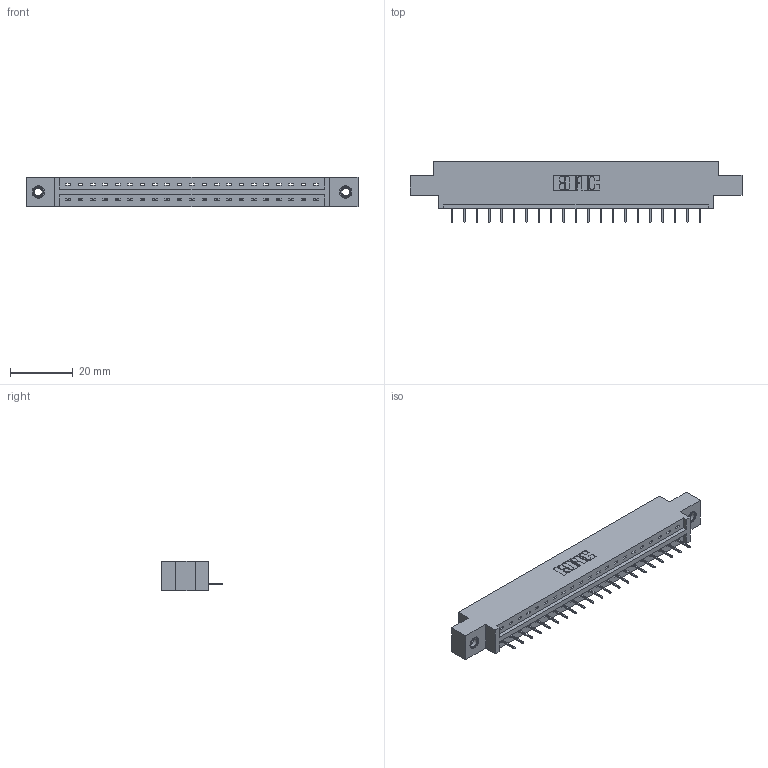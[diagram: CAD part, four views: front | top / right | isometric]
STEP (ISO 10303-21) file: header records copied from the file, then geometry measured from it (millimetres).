
FILE_DESCRIPTION (( 'STEP AP203' ), '1' );
FILE_NAME ('387-021-524-607.STEP', '2019-10-02T23:50:38', ( '' ), ( '' ), 'SwSTEP 2.0', 'SolidWorks 2016', '' );
FILE_SCHEMA (( 'CONFIG_CONTROL_DESIGN' ));
Length unit declared in the file: inch
Products named in the file (4): 345-250-001_345-250-005-103; 387-021-524-607; 337 Part_0.170 Offset - 0.156 Dia-TI; 345-292-001_345-293-124
Assembly tree (24 placements, depth 2):
  387-021-524-607
    337 Part_0.170 Offset - 0.156 Dia-TI
    345-292-001_345-293-124  x21
    345-250-001_345-250-005-103  x2
Bounding box: 106.22 x 19.69 x 9.4 mm (x, y, z)
Volume: 10563.3 mm3; surface area: 10644.8 mm2
Topology: 24 solids, 24 shells, 1564 faces, 4491 edges, 2902 vertices
Faces by surface type: plane 1198, cylinder 350, cone 12, torus 4
Entity records: 19718 total; most frequent: CARTESIAN_POINT 3412, ORIENTED_EDGE 3362, DIRECTION 2949, EDGE_CURVE 1681, VECTOR 1537, LINE 1537, VERTEX_POINT 1112, AXIS2_PLACEMENT_3D 706
